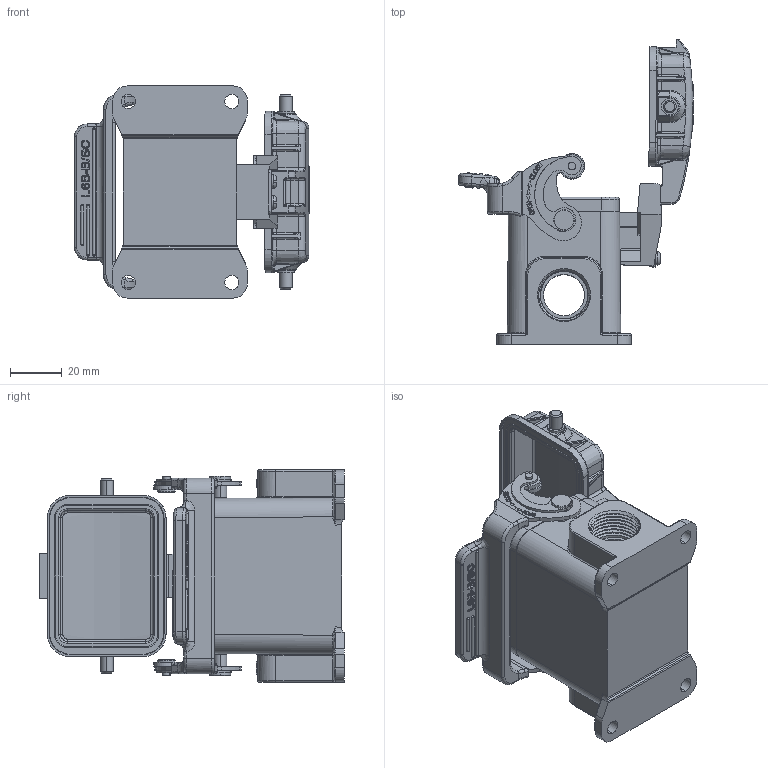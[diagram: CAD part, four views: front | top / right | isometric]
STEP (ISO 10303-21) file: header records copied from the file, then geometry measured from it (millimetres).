
FILE_DESCRIPTION((''),'2;1');
FILE_NAME('3D_1110062611022_H6B-_SW0001','2024-02-04T',('13001'),(''),'PRO/ENGINEER BY PARAMETRIC TECHNOLOGY CORPORATION, 2012480','PRO/ENGINEER BY PARAMETRIC TECHNOLOGY CORPORATION, 2012480','');
FILE_SCHEMA(('CONFIG_CONTROL_DESIGN'));
Products named in the file (1): 3D_1110062611022_H6B-_SW0001
Bounding box: 90.96 x 117.86 x 82 mm (x, y, z)
Volume: 100918.3 mm3; surface area: 56770.9 mm2
Topology: 4 solids, 4 shells, 2295 faces, 6126 edges, 3903 vertices
Faces by surface type: cylinder 1026, plane 736, torus 217, bspline 185, cone 58, extrusion 41, sphere 30, revolution 2
Entity records: 116357 total; most frequent: CARTESIAN_POINT 62220, ORIENTED_EDGE 12184, DIRECTION 10046, EDGE_CURVE 6092, VERTEX_POINT 3903, AXIS2_PLACEMENT_3D 3665, VECTOR 2714, LINE 2673
